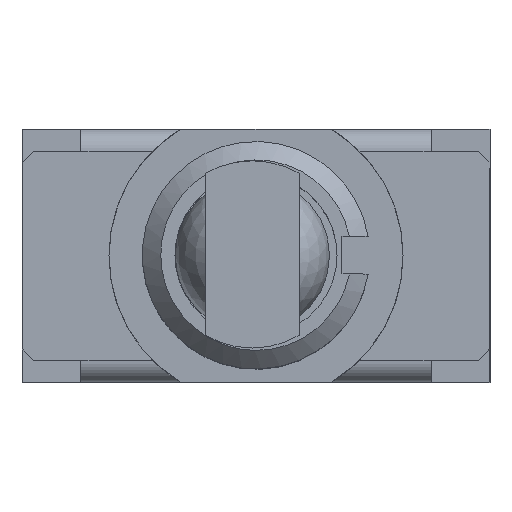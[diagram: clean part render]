
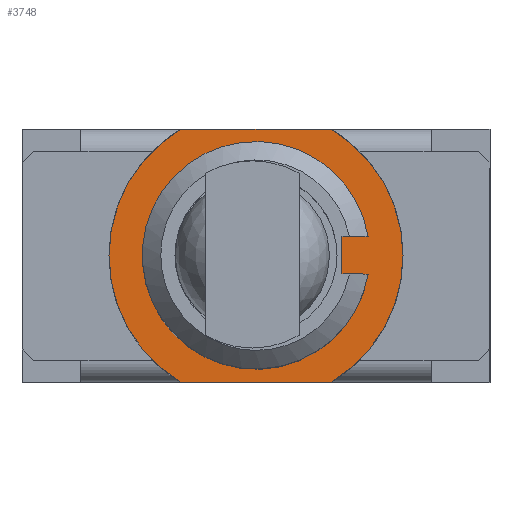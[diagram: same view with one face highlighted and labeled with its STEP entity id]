
A CAD part, top view. The second image highlights one B-rep face of the part: STEP entity #3748.
In plain terms, the highlighted planar face has unit normal (0, 0, 1).
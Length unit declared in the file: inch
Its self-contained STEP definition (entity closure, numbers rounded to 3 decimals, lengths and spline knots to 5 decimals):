
#37=FACE_BOUND('',#451,.T.);
#211=FACE_OUTER_BOUND('',#450,.T.);
#450=EDGE_LOOP('',(#2827,#2828,#2829,#2830));
#451=EDGE_LOOP('',(#2831,#2832,#2833,#2834));
#761=LINE('',#5866,#1184);
#763=LINE('',#5873,#1186);
#764=LINE('',#5876,#1187);
#765=LINE('',#5879,#1188);
#766=LINE('',#5880,#1189);
#1184=VECTOR('',#4745,0.3937);
#1186=VECTOR('',#4751,0.3937);
#1187=VECTOR('',#4754,0.3937);
#1188=VECTOR('',#4755,0.3937);
#1189=VECTOR('',#4756,0.3937);
#1498=CIRCLE('',#4079,0.15709);
#1499=CIRCLE('',#4080,0.15709);
#1500=CIRCLE('',#4081,0.12146);
#1690=VERTEX_POINT('',#5863);
#1691=VERTEX_POINT('',#5865);
#1692=VERTEX_POINT('',#5869);
#1693=VERTEX_POINT('',#5870);
#1694=VERTEX_POINT('',#5872);
#1695=VERTEX_POINT('',#5874);
#1696=VERTEX_POINT('',#5877);
#1697=VERTEX_POINT('',#5878);
#2093=EDGE_CURVE('',#1690,#1691,#761,.T.);
#2095=EDGE_CURVE('',#1692,#1693,#1498,.T.);
#2096=EDGE_CURVE('',#1694,#1692,#763,.T.);
#2097=EDGE_CURVE('',#1695,#1694,#1499,.T.);
#2098=EDGE_CURVE('',#1693,#1695,#764,.T.);
#2099=EDGE_CURVE('',#1696,#1697,#765,.T.);
#2100=EDGE_CURVE('',#1691,#1696,#766,.T.);
#2101=EDGE_CURVE('',#1697,#1690,#1500,.T.);
#2827=ORIENTED_EDGE('',*,*,#2095,.F.);
#2828=ORIENTED_EDGE('',*,*,#2096,.F.);
#2829=ORIENTED_EDGE('',*,*,#2097,.F.);
#2830=ORIENTED_EDGE('',*,*,#2098,.F.);
#2831=ORIENTED_EDGE('',*,*,#2099,.F.);
#2832=ORIENTED_EDGE('',*,*,#2100,.F.);
#2833=ORIENTED_EDGE('',*,*,#2093,.F.);
#2834=ORIENTED_EDGE('',*,*,#2101,.F.);
#3537=PLANE('',#4078);
#3748=ADVANCED_FACE('',(#211,#37),#3537,.F.);
#4078=AXIS2_PLACEMENT_3D('',#5868,#4747,#4748);
#4079=AXIS2_PLACEMENT_3D('',#5871,#4749,#4750);
#4080=AXIS2_PLACEMENT_3D('',#5875,#4752,#4753);
#4081=AXIS2_PLACEMENT_3D('',#5881,#4757,#4758);
#4745=DIRECTION('',(-1.,0.,0.));
#4747=DIRECTION('center_axis',(0.,0.,
-1.));
#4748=DIRECTION('ref_axis',(1.,0.,0.));
#4749=DIRECTION('center_axis',(0.,0.,
-1.));
#4750=DIRECTION('ref_axis',(1.,0.,0.));
#4751=DIRECTION('',(1.,0.,0.));
#4752=DIRECTION('center_axis',(0.,0.,
-1.));
#4753=DIRECTION('ref_axis',(1.,0.,0.));
#4754=DIRECTION('',(-1.,0.,0.));
#4755=DIRECTION('',(1.,0.,0.));
#4756=DIRECTION('',(0.,1.,0.));
#4757=DIRECTION('center_axis',(0.,0.,
1.));
#4758=DIRECTION('ref_axis',(0.986,0.165,0.));
#5863=CARTESIAN_POINT('',(0.11979,-0.02008,0.40669));
#5865=CARTESIAN_POINT('',(0.09183,-0.02008,0.40669));
#5866=CARTESIAN_POINT('',(0.11979,-0.02008,0.40669));
#5868=CARTESIAN_POINT('Origin',(0.,0.,
0.40669));
#5869=CARTESIAN_POINT('',(0.08025,0.13504,0.40669));
#5870=CARTESIAN_POINT('',(0.08025,-0.13504,0.40669));
#5871=CARTESIAN_POINT('Origin',(0.,0.,
0.40669));
#5872=CARTESIAN_POINT('',(-0.08025,0.13504,0.40669));
#5873=CARTESIAN_POINT('',(-0.08025,0.13504,0.40669));
#5874=CARTESIAN_POINT('',(-0.08025,-0.13504,0.40669));
#5875=CARTESIAN_POINT('Origin',(0.,0.,
0.40669));
#5876=CARTESIAN_POINT('',(0.08025,-0.13504,0.40669));
#5877=CARTESIAN_POINT('',(0.09183,0.02008,0.40669));
#5878=CARTESIAN_POINT('',(0.11979,0.02008,0.40669));
#5879=CARTESIAN_POINT('',(0.09183,0.02008,0.40669));
#5880=CARTESIAN_POINT('',(0.09183,-0.02008,0.40669));
#5881=CARTESIAN_POINT('Origin',(0.,0.,
0.40669));
